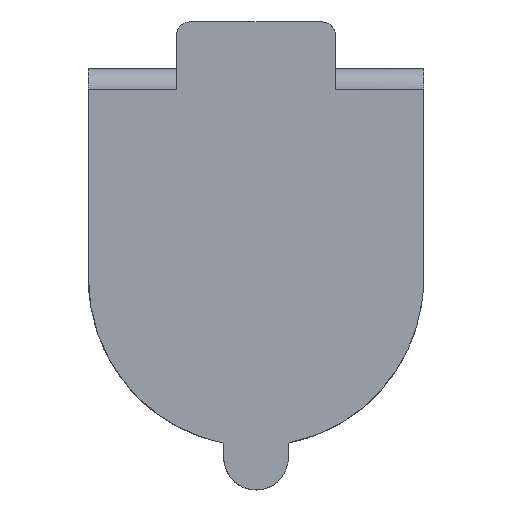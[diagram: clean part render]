
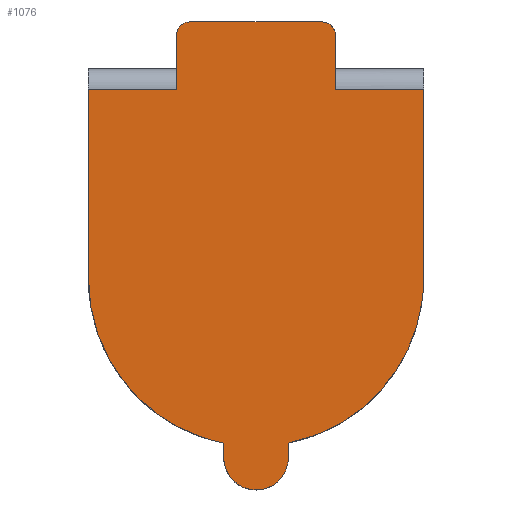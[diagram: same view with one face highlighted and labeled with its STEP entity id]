
A CAD part, top view. The second image highlights one B-rep face of the part: STEP entity #1076.
In plain terms, the highlighted free-form (B-spline) face has degree [1, 1] with [2, 2] control points.
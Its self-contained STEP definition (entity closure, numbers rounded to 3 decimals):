
#393 = VERTEX_POINT('',#394);
#394 = CARTESIAN_POINT('',(-3.098,7.404,
    20.576));
#402 = VERTEX_POINT('',#403);
#403 = CARTESIAN_POINT('',(-6.548,7.404,
    20.576));
#409 = EDGE_CURVE('',#393,#402,#410,.T.);
#410 = B_SPLINE_CURVE_WITH_KNOTS('',1,(#411,#412),.UNSPECIFIED.,.F.,.F.,
  (2,2),(0.,3.425),.PIECEWISE_BEZIER_KNOTS.);
#411 = CARTESIAN_POINT('',(-3.098,7.404,
    20.576));
#412 = CARTESIAN_POINT('',(-6.548,7.404,
    20.576));
#425 = EDGE_CURVE('',#426,#393,#428,.T.);
#426 = VERTEX_POINT('',#427);
#427 = CARTESIAN_POINT('',(-3.098,9.52,
    20.576));
#428 = B_SPLINE_CURVE_WITH_KNOTS('',1,(#429,#430),.UNSPECIFIED.,.F.,.F.,
  (2,2),(0.5,2.6),.PIECEWISE_BEZIER_KNOTS.);
#429 = CARTESIAN_POINT('',(-3.098,9.52,
    20.576));
#430 = CARTESIAN_POINT('',(-3.098,7.404,
    20.576));
#471 = VERTEX_POINT('',#472);
#472 = CARTESIAN_POINT('',(3.098,7.404,20.576
    ));
#478 = EDGE_CURVE('',#479,#471,#481,.T.);
#479 = VERTEX_POINT('',#480);
#480 = CARTESIAN_POINT('',(6.548,7.404,20.576
    ));
#481 = B_SPLINE_CURVE_WITH_KNOTS('',1,(#482,#483),.UNSPECIFIED.,.F.,.F.,
  (2,2),(0.,3.425),.PIECEWISE_BEZIER_KNOTS.);
#482 = CARTESIAN_POINT('',(6.548,7.404,20.576
    ));
#483 = CARTESIAN_POINT('',(3.098,7.404,20.576
    ));
#1035 = VERTEX_POINT('',#1036);
#1036 = CARTESIAN_POINT('',(2.594,10.024,
    20.576));
#1041 = EDGE_CURVE('',#1035,#1042,#1044,.T.);
#1042 = VERTEX_POINT('',#1043);
#1043 = CARTESIAN_POINT('',(3.098,9.52,
    20.576));
#1044 = ( BOUNDED_CURVE() B_SPLINE_CURVE(2,(#1045,#1046,#1047),
.UNSPECIFIED.,.F.,.F.) B_SPLINE_CURVE_WITH_KNOTS((3,3),(5.498,
7.069),.PIECEWISE_BEZIER_KNOTS.) CURVE() 
GEOMETRIC_REPRESENTATION_ITEM() RATIONAL_B_SPLINE_CURVE((1.,
0.707,1.)) REPRESENTATION_ITEM('') );
#1045 = CARTESIAN_POINT('',(2.594,10.024,
    20.576));
#1046 = CARTESIAN_POINT('',(3.098,10.024,
    20.576));
#1047 = CARTESIAN_POINT('',(3.098,9.52,
    20.576));
#1067 = EDGE_CURVE('',#471,#1042,#1068,.T.);
#1068 = B_SPLINE_CURVE_WITH_KNOTS('',1,(#1069,#1070),.UNSPECIFIED.,.F.,
  .F.,(2,2),(0.,2.1),.PIECEWISE_BEZIER_KNOTS.);
#1069 = CARTESIAN_POINT('',(3.098,7.404,
    20.576));
#1070 = CARTESIAN_POINT('',(3.098,9.52,
    20.576));
#1076 = ADVANCED_FACE('',(#1077),#1149,.F.);
#1077 = FACE_BOUND('',#1078,.T.);
#1078 = EDGE_LOOP('',(#1079,#1080,#1087,#1093,#1094,#1095,#1102,#1110,
    #1117,#1127,#1134,#1142,#1147,#1148));
#1079 = ORIENTED_EDGE('',*,*,#1041,.F.);
#1080 = ORIENTED_EDGE('',*,*,#1081,.T.);
#1081 = EDGE_CURVE('',#1035,#1082,#1084,.T.);
#1082 = VERTEX_POINT('',#1083);
#1083 = CARTESIAN_POINT('',(-2.594,10.024,
    20.576));
#1084 = B_SPLINE_CURVE_WITH_KNOTS('',1,(#1085,#1086),.UNSPECIFIED.,.F.,
  .F.,(2,2),(0.5,5.65),.PIECEWISE_BEZIER_KNOTS.);
#1085 = CARTESIAN_POINT('',(2.594,10.024,
    20.576));
#1086 = CARTESIAN_POINT('',(-2.594,10.024,
    20.576));
#1087 = ORIENTED_EDGE('',*,*,#1088,.F.);
#1088 = EDGE_CURVE('',#426,#1082,#1089,.T.);
#1089 = ( BOUNDED_CURVE() B_SPLINE_CURVE(2,(#1090,#1091,#1092),
.UNSPECIFIED.,.F.,.F.) B_SPLINE_CURVE_WITH_KNOTS((3,3),(5.498,
7.069),.PIECEWISE_BEZIER_KNOTS.) CURVE() 
GEOMETRIC_REPRESENTATION_ITEM() RATIONAL_B_SPLINE_CURVE((1.,
0.707,1.)) REPRESENTATION_ITEM('') );
#1090 = CARTESIAN_POINT('',(-3.098,9.52,
    20.576));
#1091 = CARTESIAN_POINT('',(-3.098,10.024,
    20.576));
#1092 = CARTESIAN_POINT('',(-2.594,10.024,
    20.576));
#1093 = ORIENTED_EDGE('',*,*,#425,.T.);
#1094 = ORIENTED_EDGE('',*,*,#409,.T.);
#1095 = ORIENTED_EDGE('',*,*,#1096,.T.);
#1096 = EDGE_CURVE('',#402,#1097,#1099,.T.);
#1097 = VERTEX_POINT('',#1098);
#1098 = CARTESIAN_POINT('',(-6.548,0.,
    20.576));
#1099 = B_SPLINE_CURVE_WITH_KNOTS('',1,(#1100,#1101),.UNSPECIFIED.,.F.,
  .F.,(2,2),(0.,7.35),.PIECEWISE_BEZIER_KNOTS.);
#1100 = CARTESIAN_POINT('',(-6.548,7.404,
    20.576));
#1101 = CARTESIAN_POINT('',(-6.548,0.,
    20.576));
#1102 = ORIENTED_EDGE('',*,*,#1103,.T.);
#1103 = EDGE_CURVE('',#1097,#1104,#1106,.T.);
#1104 = VERTEX_POINT('',#1105);
#1105 = CARTESIAN_POINT('',(-1.259,-6.426,
    20.576));
#1106 = ( BOUNDED_CURVE() B_SPLINE_CURVE(2,(#1107,#1108,#1109),
.UNSPECIFIED.,.F.,.F.) B_SPLINE_CURVE_WITH_KNOTS((3,3),(1.764,
3.142),.PIECEWISE_BEZIER_KNOTS.) CURVE() 
GEOMETRIC_REPRESENTATION_ITEM() RATIONAL_B_SPLINE_CURVE((1.,
0.772,1.)) REPRESENTATION_ITEM('') );
#1107 = CARTESIAN_POINT('',(-6.548,0.,
    20.576));
#1108 = CARTESIAN_POINT('',(-6.548,-5.389,
    20.576));
#1109 = CARTESIAN_POINT('',(-1.259,-6.426,
    20.576));
#1110 = ORIENTED_EDGE('',*,*,#1111,.T.);
#1111 = EDGE_CURVE('',#1104,#1112,#1114,.T.);
#1112 = VERTEX_POINT('',#1113);
#1113 = CARTESIAN_POINT('',(-1.259,-7.001,
    20.576));
#1114 = B_SPLINE_CURVE_WITH_KNOTS('',1,(#1115,#1116),.UNSPECIFIED.,.F.,
  .F.,(2,2),(0.,0.571),.PIECEWISE_BEZIER_KNOTS.);
#1115 = CARTESIAN_POINT('',(-1.259,-6.426,
    20.576));
#1116 = CARTESIAN_POINT('',(-1.259,-7.001,
    20.576));
#1117 = ORIENTED_EDGE('',*,*,#1118,.T.);
#1118 = EDGE_CURVE('',#1112,#1119,#1121,.T.);
#1119 = VERTEX_POINT('',#1120);
#1120 = CARTESIAN_POINT('',(1.259,-7.001,
    20.576));
#1121 = ( BOUNDED_CURVE() B_SPLINE_CURVE(2,(#1122,#1123,#1124,#1125,
#1126),.UNSPECIFIED.,.F.,.F.) B_SPLINE_CURVE_WITH_KNOTS((3,2,3),(0.,
1.571,3.142),.PIECEWISE_BEZIER_KNOTS.) CURVE() 
GEOMETRIC_REPRESENTATION_ITEM() RATIONAL_B_SPLINE_CURVE((1.,
0.707,1.,0.707,1.)) REPRESENTATION_ITEM('') );
#1122 = CARTESIAN_POINT('',(-1.259,-7.001,
    20.576));
#1123 = CARTESIAN_POINT('',(-1.259,-8.261,
    20.576));
#1124 = CARTESIAN_POINT('',(0.,-8.261,
    20.576));
#1125 = CARTESIAN_POINT('',(1.259,-8.261,
    20.576));
#1126 = CARTESIAN_POINT('',(1.259,-7.001,
    20.576));
#1127 = ORIENTED_EDGE('',*,*,#1128,.T.);
#1128 = EDGE_CURVE('',#1119,#1129,#1131,.T.);
#1129 = VERTEX_POINT('',#1130);
#1130 = CARTESIAN_POINT('',(1.259,-6.426,
    20.576));
#1131 = B_SPLINE_CURVE_WITH_KNOTS('',1,(#1132,#1133),.UNSPECIFIED.,.F.,
  .F.,(2,2),(0.,0.571),.PIECEWISE_BEZIER_KNOTS.);
#1132 = CARTESIAN_POINT('',(1.259,-7.001,
    20.576));
#1133 = CARTESIAN_POINT('',(1.259,-6.426,
    20.576));
#1134 = ORIENTED_EDGE('',*,*,#1135,.T.);
#1135 = EDGE_CURVE('',#1129,#1136,#1138,.T.);
#1136 = VERTEX_POINT('',#1137);
#1137 = CARTESIAN_POINT('',(6.548,0.,
    20.576));
#1138 = ( BOUNDED_CURVE() B_SPLINE_CURVE(2,(#1139,#1140,#1141),
.UNSPECIFIED.,.F.,.F.) B_SPLINE_CURVE_WITH_KNOTS((3,3),(1.764,
3.142),.PIECEWISE_BEZIER_KNOTS.) CURVE() 
GEOMETRIC_REPRESENTATION_ITEM() RATIONAL_B_SPLINE_CURVE((1.,
0.772,1.)) REPRESENTATION_ITEM('') );
#1139 = CARTESIAN_POINT('',(1.259,-6.426,
    20.576));
#1140 = CARTESIAN_POINT('',(6.548,-5.389,
    20.576));
#1141 = CARTESIAN_POINT('',(6.548,0.,
    20.576));
#1142 = ORIENTED_EDGE('',*,*,#1143,.T.);
#1143 = EDGE_CURVE('',#1136,#479,#1144,.T.);
#1144 = B_SPLINE_CURVE_WITH_KNOTS('',1,(#1145,#1146),.UNSPECIFIED.,.F.,
  .F.,(2,2),(0.,7.35),.PIECEWISE_BEZIER_KNOTS.);
#1145 = CARTESIAN_POINT('',(6.548,0.,
    20.576));
#1146 = CARTESIAN_POINT('',(6.548,7.404,
    20.576));
#1147 = ORIENTED_EDGE('',*,*,#478,.T.);
#1148 = ORIENTED_EDGE('',*,*,#1067,.T.);
#1149 = B_SPLINE_SURFACE_WITH_KNOTS('',1,1,(
    (#1150,#1151)
    ,(#1152,#1153
    )),.UNSPECIFIED.,.F.,.F.,.F.,(2,2),(2,2),(-6.5,6.5),(-7.393
    ,10.757),.PIECEWISE_BEZIER_KNOTS.);
#1150 = CARTESIAN_POINT('',(-6.548,10.024,
    20.576));
#1151 = CARTESIAN_POINT('',(-6.548,-8.261,
    20.576));
#1152 = CARTESIAN_POINT('',(6.548,10.024,
    20.576));
#1153 = CARTESIAN_POINT('',(6.548,-8.261,
    20.576));
